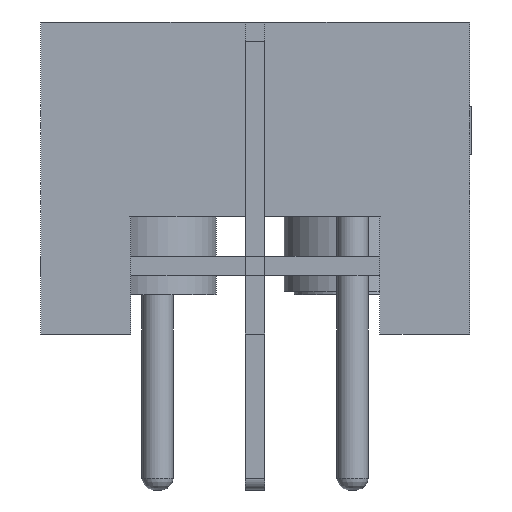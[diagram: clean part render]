
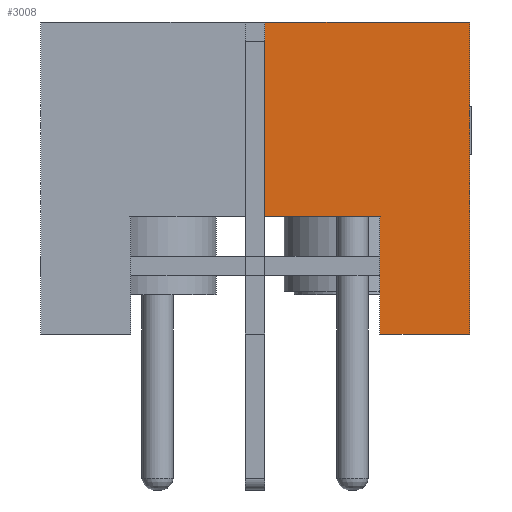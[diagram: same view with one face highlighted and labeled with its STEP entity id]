
A CAD part, left-side view. The second image highlights one B-rep face of the part: STEP entity #3008.
In plain terms, the highlighted planar face has unit normal (-1, 0, 0).
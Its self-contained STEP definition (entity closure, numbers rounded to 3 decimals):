
#3008 = ADVANCED_FACE('',(#3009),#3023,.F.);
#3009 = FACE_BOUND('',#3010,.F.);
#3010 = EDGE_LOOP('',(#3011,#3046,#3074,#3102,#3128,#3154));
#3011 = ORIENTED_EDGE('',*,*,#3012,.F.);
#3012 = EDGE_CURVE('',#3013,#3015,#3017,.T.);
#3013 = VERTEX_POINT('',#3014);
#3014 = CARTESIAN_POINT('',(0.,0.,8.));
#3015 = VERTEX_POINT('',#3016);
#3016 = CARTESIAN_POINT('',(0.,5.25,8.));
#3017 = SURFACE_CURVE('',#3018,(#3022,#3034),.PCURVE_S1.);
#3018 = LINE('',#3019,#3020);
#3019 = CARTESIAN_POINT('',(0.,0.,8.));
#3020 = VECTOR('',#3021,1.);
#3021 = DIRECTION('',(0.,1.,0.));
#3022 = PCURVE('',#3023,#3028);
#3023 = PLANE('',#3024);
#3024 = AXIS2_PLACEMENT_3D('',#3025,#3026,#3027);
#3025 = CARTESIAN_POINT('',(0.,0.,0.));
#3026 = DIRECTION('',(1.,0.,0.));
#3027 = DIRECTION('',(0.,0.,1.));
#3028 = DEFINITIONAL_REPRESENTATION('',(#3029),#3033);
#3029 = LINE('',#3030,#3031);
#3030 = CARTESIAN_POINT('',(8.,0.));
#3031 = VECTOR('',#3032,1.);
#3032 = DIRECTION('',(0.,-1.));
#3033 = ( GEOMETRIC_REPRESENTATION_CONTEXT(2) 
PARAMETRIC_REPRESENTATION_CONTEXT() REPRESENTATION_CONTEXT('2D SPACE',''
  ) );
#3034 = PCURVE('',#3035,#3040);
#3035 = PLANE('',#3036);
#3036 = AXIS2_PLACEMENT_3D('',#3037,#3038,#3039);
#3037 = CARTESIAN_POINT('',(0.,0.,8.));
#3038 = DIRECTION('',(0.,0.,1.));
#3039 = DIRECTION('',(1.,0.,0.));
#3040 = DEFINITIONAL_REPRESENTATION('',(#3041),#3045);
#3041 = LINE('',#3042,#3043);
#3042 = CARTESIAN_POINT('',(0.,0.));
#3043 = VECTOR('',#3044,1.);
#3044 = DIRECTION('',(0.,1.));
#3045 = ( GEOMETRIC_REPRESENTATION_CONTEXT(2) 
PARAMETRIC_REPRESENTATION_CONTEXT() REPRESENTATION_CONTEXT('2D SPACE',''
  ) );
#3046 = ORIENTED_EDGE('',*,*,#3047,.F.);
#3047 = EDGE_CURVE('',#3048,#3013,#3050,.T.);
#3048 = VERTEX_POINT('',#3049);
#3049 = CARTESIAN_POINT('',(0.,0.,0.));
#3050 = SURFACE_CURVE('',#3051,(#3055,#3062),.PCURVE_S1.);
#3051 = LINE('',#3052,#3053);
#3052 = CARTESIAN_POINT('',(0.,0.,0.));
#3053 = VECTOR('',#3054,1.);
#3054 = DIRECTION('',(0.,0.,1.));
#3055 = PCURVE('',#3023,#3056);
#3056 = DEFINITIONAL_REPRESENTATION('',(#3057),#3061);
#3057 = LINE('',#3058,#3059);
#3058 = CARTESIAN_POINT('',(0.,0.));
#3059 = VECTOR('',#3060,1.);
#3060 = DIRECTION('',(1.,0.));
#3061 = ( GEOMETRIC_REPRESENTATION_CONTEXT(2) 
PARAMETRIC_REPRESENTATION_CONTEXT() REPRESENTATION_CONTEXT('2D SPACE',''
  ) );
#3062 = PCURVE('',#3063,#3068);
#3063 = PLANE('',#3064);
#3064 = AXIS2_PLACEMENT_3D('',#3065,#3066,#3067);
#3065 = CARTESIAN_POINT('',(0.,0.,0.));
#3066 = DIRECTION('',(0.,1.,0.));
#3067 = DIRECTION('',(0.,0.,1.));
#3068 = DEFINITIONAL_REPRESENTATION('',(#3069),#3073);
#3069 = LINE('',#3070,#3071);
#3070 = CARTESIAN_POINT('',(0.,0.));
#3071 = VECTOR('',#3072,1.);
#3072 = DIRECTION('',(1.,0.));
#3073 = ( GEOMETRIC_REPRESENTATION_CONTEXT(2) 
PARAMETRIC_REPRESENTATION_CONTEXT() REPRESENTATION_CONTEXT('2D SPACE',''
  ) );
#3074 = ORIENTED_EDGE('',*,*,#3075,.T.);
#3075 = EDGE_CURVE('',#3048,#3076,#3078,.T.);
#3076 = VERTEX_POINT('',#3077);
#3077 = CARTESIAN_POINT('',(0.,2.3,0.));
#3078 = SURFACE_CURVE('',#3079,(#3083,#3090),.PCURVE_S1.);
#3079 = LINE('',#3080,#3081);
#3080 = CARTESIAN_POINT('',(0.,0.,0.));
#3081 = VECTOR('',#3082,1.);
#3082 = DIRECTION('',(0.,1.,0.));
#3083 = PCURVE('',#3023,#3084);
#3084 = DEFINITIONAL_REPRESENTATION('',(#3085),#3089);
#3085 = LINE('',#3086,#3087);
#3086 = CARTESIAN_POINT('',(0.,0.));
#3087 = VECTOR('',#3088,1.);
#3088 = DIRECTION('',(0.,-1.));
#3089 = ( GEOMETRIC_REPRESENTATION_CONTEXT(2) 
PARAMETRIC_REPRESENTATION_CONTEXT() REPRESENTATION_CONTEXT('2D SPACE',''
  ) );
#3090 = PCURVE('',#3091,#3096);
#3091 = PLANE('',#3092);
#3092 = AXIS2_PLACEMENT_3D('',#3093,#3094,#3095);
#3093 = CARTESIAN_POINT('',(0.,0.,0.));
#3094 = DIRECTION('',(0.,0.,1.));
#3095 = DIRECTION('',(1.,0.,0.));
#3096 = DEFINITIONAL_REPRESENTATION('',(#3097),#3101);
#3097 = LINE('',#3098,#3099);
#3098 = CARTESIAN_POINT('',(0.,0.));
#3099 = VECTOR('',#3100,1.);
#3100 = DIRECTION('',(0.,1.));
#3101 = ( GEOMETRIC_REPRESENTATION_CONTEXT(2) 
PARAMETRIC_REPRESENTATION_CONTEXT() REPRESENTATION_CONTEXT('2D SPACE',''
  ) );
#3102 = ORIENTED_EDGE('',*,*,#3103,.T.);
#3103 = EDGE_CURVE('',#3076,#3104,#3106,.T.);
#3104 = VERTEX_POINT('',#3105);
#3105 = CARTESIAN_POINT('',(0.,2.3,3.));
#3106 = SURFACE_CURVE('',#3107,(#3111,#3117),.PCURVE_S1.);
#3107 = LINE('',#3108,#3109);
#3108 = CARTESIAN_POINT('',(0.,2.3,0.));
#3109 = VECTOR('',#3110,1.);
#3110 = DIRECTION('',(0.,0.,1.));
#3111 = PCURVE('',#3023,#3112);
#3112 = DEFINITIONAL_REPRESENTATION('',(#3113),#3116);
#3113 = B_SPLINE_CURVE_WITH_KNOTS('',1,(#3114,#3115),.UNSPECIFIED.,.F.,
  .F.,(2,2),(-0.3,3.3),.PIECEWISE_BEZIER_KNOTS.);
#3114 = CARTESIAN_POINT('',(-0.3,-2.3));
#3115 = CARTESIAN_POINT('',(3.3,-2.3));
#3116 = ( GEOMETRIC_REPRESENTATION_CONTEXT(2) 
PARAMETRIC_REPRESENTATION_CONTEXT() REPRESENTATION_CONTEXT('2D SPACE',''
  ) );
#3117 = PCURVE('',#3118,#3123);
#3118 = PLANE('',#3119);
#3119 = AXIS2_PLACEMENT_3D('',#3120,#3121,#3122);
#3120 = CARTESIAN_POINT('',(6.,-3.7,0.));
#3121 = DIRECTION('',(0.707,0.707,0.));
#3122 = DIRECTION('',(0.,0.,1.));
#3123 = DEFINITIONAL_REPRESENTATION('',(#3124),#3127);
#3124 = B_SPLINE_CURVE_WITH_KNOTS('',1,(#3125,#3126),.UNSPECIFIED.,.F.,
  .F.,(2,2),(-0.3,3.3),.PIECEWISE_BEZIER_KNOTS.);
#3125 = CARTESIAN_POINT('',(-0.3,-8.485));
#3126 = CARTESIAN_POINT('',(3.3,-8.485));
#3127 = ( GEOMETRIC_REPRESENTATION_CONTEXT(2) 
PARAMETRIC_REPRESENTATION_CONTEXT() REPRESENTATION_CONTEXT('2D SPACE',''
  ) );
#3128 = ORIENTED_EDGE('',*,*,#3129,.F.);
#3129 = EDGE_CURVE('',#3130,#3104,#3132,.T.);
#3130 = VERTEX_POINT('',#3131);
#3131 = CARTESIAN_POINT('',(0.,5.25,3.));
#3132 = SURFACE_CURVE('',#3133,(#3137,#3143),.PCURVE_S1.);
#3133 = LINE('',#3134,#3135);
#3134 = CARTESIAN_POINT('',(0.,-1.85,3.));
#3135 = VECTOR('',#3136,1.);
#3136 = DIRECTION('',(0.,-1.,0.));
#3137 = PCURVE('',#3023,#3138);
#3138 = DEFINITIONAL_REPRESENTATION('',(#3139),#3142);
#3139 = B_SPLINE_CURVE_WITH_KNOTS('',1,(#3140,#3141),.UNSPECIFIED.,.F.,
  .F.,(2,2),(-12.373,-2.312),.PIECEWISE_BEZIER_KNOTS.);
#3140 = CARTESIAN_POINT('',(3.,-10.523));
#3141 = CARTESIAN_POINT('',(3.,-0.462));
#3142 = ( GEOMETRIC_REPRESENTATION_CONTEXT(2) 
PARAMETRIC_REPRESENTATION_CONTEXT() REPRESENTATION_CONTEXT('2D SPACE',''
  ) );
#3143 = PCURVE('',#3144,#3149);
#3144 = PLANE('',#3145);
#3145 = AXIS2_PLACEMENT_3D('',#3146,#3147,#3148);
#3146 = CARTESIAN_POINT('',(6.,-3.7,3.));
#3147 = DIRECTION('',(0.,0.,1.));
#3148 = DIRECTION('',(0.707,0.707,0.));
#3149 = DEFINITIONAL_REPRESENTATION('',(#3150),#3153);
#3150 = B_SPLINE_CURVE_WITH_KNOTS('',1,(#3151,#3152),.UNSPECIFIED.,.F.,
  .F.,(2,2),(-12.373,-2.312),.PIECEWISE_BEZIER_KNOTS.);
#3151 = CARTESIAN_POINT('',(5.815,14.3));
#3152 = CARTESIAN_POINT('',(-1.3,7.185));
#3153 = ( GEOMETRIC_REPRESENTATION_CONTEXT(2) 
PARAMETRIC_REPRESENTATION_CONTEXT() REPRESENTATION_CONTEXT('2D SPACE',''
  ) );
#3154 = ORIENTED_EDGE('',*,*,#3155,.T.);
#3155 = EDGE_CURVE('',#3130,#3015,#3156,.T.);
#3156 = SURFACE_CURVE('',#3157,(#3161,#3168),.PCURVE_S1.);
#3157 = LINE('',#3158,#3159);
#3158 = CARTESIAN_POINT('',(0.,5.25,3.));
#3159 = VECTOR('',#3160,1.);
#3160 = DIRECTION('',(0.,0.,1.));
#3161 = PCURVE('',#3023,#3162);
#3162 = DEFINITIONAL_REPRESENTATION('',(#3163),#3167);
#3163 = LINE('',#3164,#3165);
#3164 = CARTESIAN_POINT('',(3.,-5.25));
#3165 = VECTOR('',#3166,1.);
#3166 = DIRECTION('',(1.,0.));
#3167 = ( GEOMETRIC_REPRESENTATION_CONTEXT(2) 
PARAMETRIC_REPRESENTATION_CONTEXT() REPRESENTATION_CONTEXT('2D SPACE',''
  ) );
#3168 = PCURVE('',#3169,#3174);
#3169 = PLANE('',#3170);
#3170 = AXIS2_PLACEMENT_3D('',#3171,#3172,#3173);
#3171 = CARTESIAN_POINT('',(0.,5.25,3.));
#3172 = DIRECTION('',(0.,1.,0.));
#3173 = DIRECTION('',(0.,0.,1.));
#3174 = DEFINITIONAL_REPRESENTATION('',(#3175),#3179);
#3175 = LINE('',#3176,#3177);
#3176 = CARTESIAN_POINT('',(0.,0.));
#3177 = VECTOR('',#3178,1.);
#3178 = DIRECTION('',(1.,0.));
#3179 = ( GEOMETRIC_REPRESENTATION_CONTEXT(2) 
PARAMETRIC_REPRESENTATION_CONTEXT() REPRESENTATION_CONTEXT('2D SPACE',''
  ) );
